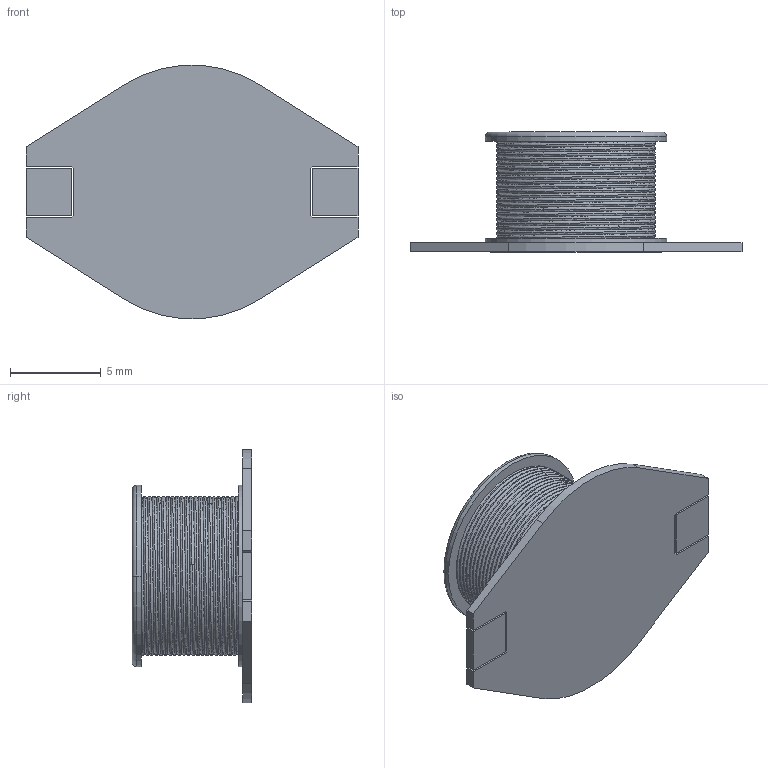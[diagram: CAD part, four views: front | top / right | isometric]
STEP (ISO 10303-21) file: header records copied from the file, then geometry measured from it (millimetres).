
FILE_DESCRIPTION((''),'2;1');
FILE_NAME('SDR1806','2012-07-16T',('ryans'),('Bourns, Inc.'),'PRO/ENGINEER BY PARAMETRIC TECHNOLOGY CORPORATION, 2010100','PRO/ENGINEER BY PARAMETRIC TECHNOLOGY CORPORATION, 2010100','');
FILE_SCHEMA(('CONFIG_CONTROL_DESIGN'));
Length unit declared in the file: millimetre
Products named in the file (1): SDR1806
Bounding box: 18.3 x 6.6 x 13.95 mm (x, y, z)
Volume: 181.5 mm3; surface area: 1034.3 mm2
Topology: 3 solids, 3 shells, 55 faces, 126 edges, 80 vertices
Faces by surface type: plane 35, bspline 12, cylinder 6, torus 2
Entity records: 12716 total; most frequent: CARTESIAN_POINT 11511, ORIENTED_EDGE 252, DIRECTION 202, EDGE_CURVE 126, VECTOR 84, LINE 84, VERTEX_POINT 80, AXIS2_PLACEMENT_3D 59
